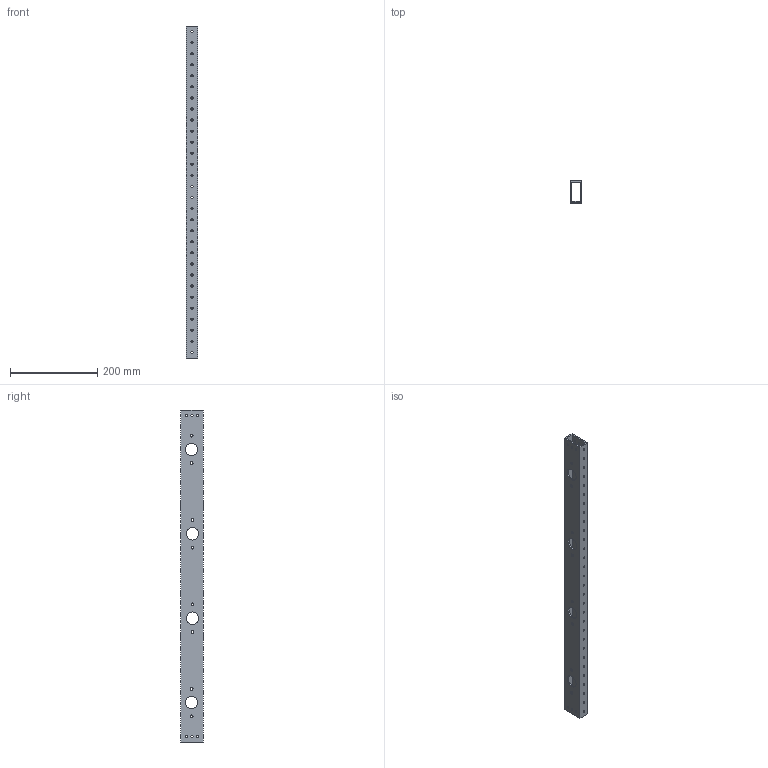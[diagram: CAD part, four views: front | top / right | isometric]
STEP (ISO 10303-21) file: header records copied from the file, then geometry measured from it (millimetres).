
FILE_DESCRIPTION (( 'STEP AP203' ), '1' );
FILE_NAME ('am-4885 Drivetrain Side Rail.STEP', '2023-02-09T21:27:14', ( '' ), ( '' ), 'SwSTEP 2.0', 'SolidWorks 2022', '' );
FILE_SCHEMA (( 'CONFIG_CONTROL_DESIGN' ));
Length unit declared in the file: inch
Products named in the file (1): am-4885 Drivetrain Side Rail
Bounding box: 25.4 x 50.8 x 762 mm (x, y, z)
Volume: 313146.3 mm3; surface area: 205543.6 mm2
Topology: 1 solids, 1 shells, 202 faces, 600 edges, 400 vertices
Faces by surface type: cylinder 192, plane 10
Entity records: 7475 total; most frequent: DIRECTION 1390, CARTESIAN_POINT 1203, ORIENTED_EDGE 1200, EDGE_CURVE 600, AXIS2_PLACEMENT_3D 587, VERTEX_POINT 400, EDGE_LOOP 396, CIRCLE 384
